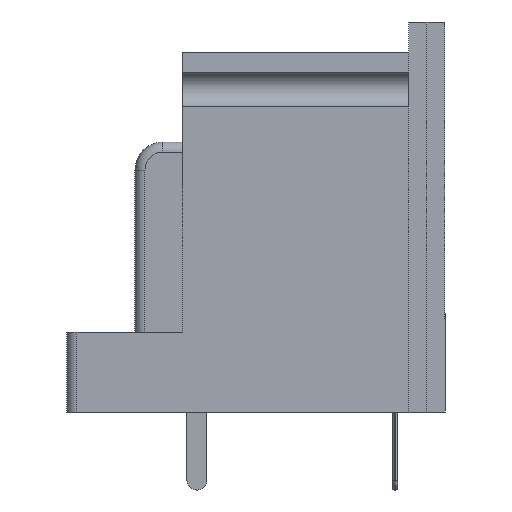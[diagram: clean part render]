
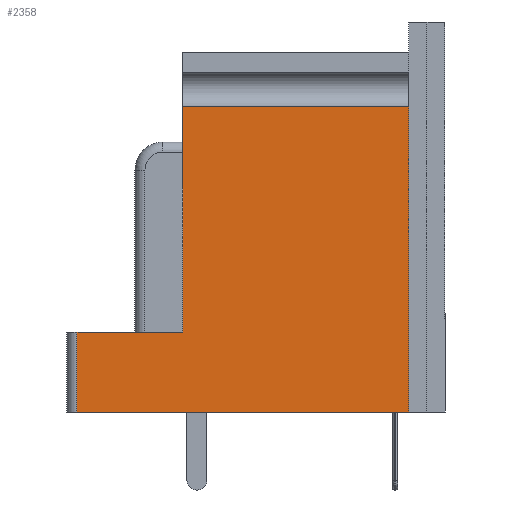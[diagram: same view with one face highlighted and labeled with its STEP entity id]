
A CAD part, left-side view. The second image highlights one B-rep face of the part: STEP entity #2358.
In plain terms, the highlighted planar face has unit normal (-1, 0, 0).
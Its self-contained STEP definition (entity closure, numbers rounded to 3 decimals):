
#44 = PLANE('',#45);
#45 = AXIS2_PLACEMENT_3D('',#46,#47,#48);
#46 = CARTESIAN_POINT('',(9.,13.1,8.));
#47 = DIRECTION('',(0.,1.,0.));
#48 = DIRECTION('',(-1.,0.,0.));
#152 = PLANE('',#153);
#153 = AXIS2_PLACEMENT_3D('',#154,#155,#156);
#154 = CARTESIAN_POINT('',(0.,16.,-6.));
#155 = DIRECTION('',(0.,0.,-1.));
#156 = DIRECTION('',(0.,-1.,0.));
#169 = VERTEX_POINT('',#170);
#170 = CARTESIAN_POINT('',(-9.,13.1,-6.));
#191 = EDGE_CURVE('',#192,#169,#194,.T.);
#192 = VERTEX_POINT('',#193);
#193 = CARTESIAN_POINT('',(-9.,13.1,5.25));
#194 = SURFACE_CURVE('',#195,(#199,#206),.PCURVE_S1.);
#195 = LINE('',#196,#197);
#196 = CARTESIAN_POINT('',(-9.,13.1,8.));
#197 = VECTOR('',#198,1.);
#198 = DIRECTION('',(0.,0.,-1.));
#199 = PCURVE('',#44,#200);
#200 = DEFINITIONAL_REPRESENTATION('',(#201),#205);
#201 = LINE('',#202,#203);
#202 = CARTESIAN_POINT('',(18.,0.));
#203 = VECTOR('',#204,1.);
#204 = DIRECTION('',(0.,-1.));
#205 = ( GEOMETRIC_REPRESENTATION_CONTEXT(2) 
PARAMETRIC_REPRESENTATION_CONTEXT() REPRESENTATION_CONTEXT('2D SPACE',''
  ) );
#206 = PCURVE('',#207,#212);
#207 = PLANE('',#208);
#208 = AXIS2_PLACEMENT_3D('',#209,#210,#211);
#209 = CARTESIAN_POINT('',(-9.,1.8,8.));
#210 = DIRECTION('',(-1.,0.,0.));
#211 = DIRECTION('',(0.,0.,-1.));
#212 = DEFINITIONAL_REPRESENTATION('',(#213),#217);
#213 = LINE('',#214,#215);
#214 = CARTESIAN_POINT('',(0.,-11.3));
#215 = VECTOR('',#216,1.);
#216 = DIRECTION('',(1.,0.));
#217 = ( GEOMETRIC_REPRESENTATION_CONTEXT(2) 
PARAMETRIC_REPRESENTATION_CONTEXT() REPRESENTATION_CONTEXT('2D SPACE',''
  ) );
#235 = PLANE('',#236);
#236 = AXIS2_PLACEMENT_3D('',#237,#238,#239);
#237 = CARTESIAN_POINT('',(-9.,13.1,5.25));
#238 = DIRECTION('',(0.,0.,1.));
#239 = DIRECTION('',(1.,0.,0.));
#1182 = EDGE_CURVE('',#169,#1183,#1185,.T.);
#1183 = VERTEX_POINT('',#1184);
#1184 = CARTESIAN_POINT('',(-9.,18.4,-6.));
#1185 = SURFACE_CURVE('',#1186,(#1190,#1197),.PCURVE_S1.);
#1186 = LINE('',#1187,#1188);
#1187 = CARTESIAN_POINT('',(-9.,13.1,-6.));
#1188 = VECTOR('',#1189,1.);
#1189 = DIRECTION('',(0.,1.,0.));
#1190 = PCURVE('',#152,#1191);
#1191 = DEFINITIONAL_REPRESENTATION('',(#1192),#1196);
#1192 = LINE('',#1193,#1194);
#1193 = CARTESIAN_POINT('',(2.9,9.));
#1194 = VECTOR('',#1195,1.);
#1195 = DIRECTION('',(-1.,0.));
#1196 = ( GEOMETRIC_REPRESENTATION_CONTEXT(2) 
PARAMETRIC_REPRESENTATION_CONTEXT() REPRESENTATION_CONTEXT('2D SPACE',''
  ) );
#1197 = PCURVE('',#207,#1198);
#1198 = DEFINITIONAL_REPRESENTATION('',(#1199),#1203);
#1199 = LINE('',#1200,#1201);
#1200 = CARTESIAN_POINT('',(14.,-11.3));
#1201 = VECTOR('',#1202,1.);
#1202 = DIRECTION('',(0.,-1.));
#1203 = ( GEOMETRIC_REPRESENTATION_CONTEXT(2) 
PARAMETRIC_REPRESENTATION_CONTEXT() REPRESENTATION_CONTEXT('2D SPACE',''
  ) );
#1222 = CYLINDRICAL_SURFACE('',#1223,0.5);
#1223 = AXIS2_PLACEMENT_3D('',#1224,#1225,#1226);
#1224 = CARTESIAN_POINT('',(-8.5,18.4,-6.));
#1225 = DIRECTION('',(0.,0.,-1.));
#1226 = DIRECTION('',(-1.,0.,0.));
#2358 = ADVANCED_FACE('',(#2359),#207,.T.);
#2359 = FACE_BOUND('',#2360,.T.);
#2360 = EDGE_LOOP('',(#2361,#2391,#2419,#2440,#2441,#2442));
#2361 = ORIENTED_EDGE('',*,*,#2362,.F.);
#2362 = EDGE_CURVE('',#2363,#2365,#2367,.T.);
#2363 = VERTEX_POINT('',#2364);
#2364 = CARTESIAN_POINT('',(-9.,1.8,-10.));
#2365 = VERTEX_POINT('',#2366);
#2366 = CARTESIAN_POINT('',(-9.,18.4,-10.));
#2367 = SURFACE_CURVE('',#2368,(#2372,#2379),.PCURVE_S1.);
#2368 = LINE('',#2369,#2370);
#2369 = CARTESIAN_POINT('',(-9.,1.8,-10.));
#2370 = VECTOR('',#2371,1.);
#2371 = DIRECTION('',(0.,1.,0.));
#2372 = PCURVE('',#207,#2373);
#2373 = DEFINITIONAL_REPRESENTATION('',(#2374),#2378);
#2374 = LINE('',#2375,#2376);
#2375 = CARTESIAN_POINT('',(18.,0.));
#2376 = VECTOR('',#2377,1.);
#2377 = DIRECTION('',(0.,-1.));
#2378 = ( GEOMETRIC_REPRESENTATION_CONTEXT(2) 
PARAMETRIC_REPRESENTATION_CONTEXT() REPRESENTATION_CONTEXT('2D SPACE',''
  ) );
#2379 = PCURVE('',#2380,#2385);
#2380 = PLANE('',#2381);
#2381 = AXIS2_PLACEMENT_3D('',#2382,#2383,#2384);
#2382 = CARTESIAN_POINT('',(-9.,1.8,-10.));
#2383 = DIRECTION('',(0.,0.,-1.));
#2384 = DIRECTION('',(1.,0.,0.));
#2385 = DEFINITIONAL_REPRESENTATION('',(#2386),#2390);
#2386 = LINE('',#2387,#2388);
#2387 = CARTESIAN_POINT('',(0.,0.));
#2388 = VECTOR('',#2389,1.);
#2389 = DIRECTION('',(0.,-1.));
#2390 = ( GEOMETRIC_REPRESENTATION_CONTEXT(2) 
PARAMETRIC_REPRESENTATION_CONTEXT() REPRESENTATION_CONTEXT('2D SPACE',''
  ) );
#2391 = ORIENTED_EDGE('',*,*,#2392,.T.);
#2392 = EDGE_CURVE('',#2363,#2393,#2395,.T.);
#2393 = VERTEX_POINT('',#2394);
#2394 = CARTESIAN_POINT('',(-9.,1.8,5.25));
#2395 = SURFACE_CURVE('',#2396,(#2400,#2407),.PCURVE_S1.);
#2396 = LINE('',#2397,#2398);
#2397 = CARTESIAN_POINT('',(-9.,1.8,-10.));
#2398 = VECTOR('',#2399,1.);
#2399 = DIRECTION('',(0.,0.,1.));
#2400 = PCURVE('',#207,#2401);
#2401 = DEFINITIONAL_REPRESENTATION('',(#2402),#2406);
#2402 = LINE('',#2403,#2404);
#2403 = CARTESIAN_POINT('',(18.,0.));
#2404 = VECTOR('',#2405,1.);
#2405 = DIRECTION('',(-1.,0.));
#2406 = ( GEOMETRIC_REPRESENTATION_CONTEXT(2) 
PARAMETRIC_REPRESENTATION_CONTEXT() REPRESENTATION_CONTEXT('2D SPACE',''
  ) );
#2407 = PCURVE('',#2408,#2413);
#2408 = PLANE('',#2409);
#2409 = AXIS2_PLACEMENT_3D('',#2410,#2411,#2412);
#2410 = CARTESIAN_POINT('',(-9.,1.35,-0.25));
#2411 = DIRECTION('',(1.,0.,0.));
#2412 = DIRECTION('',(0.,0.,1.));
#2413 = DEFINITIONAL_REPRESENTATION('',(#2414),#2418);
#2414 = LINE('',#2415,#2416);
#2415 = CARTESIAN_POINT('',(-9.75,-0.45));
#2416 = VECTOR('',#2417,1.);
#2417 = DIRECTION('',(1.,0.));
#2418 = ( GEOMETRIC_REPRESENTATION_CONTEXT(2) 
PARAMETRIC_REPRESENTATION_CONTEXT() REPRESENTATION_CONTEXT('2D SPACE',''
  ) );
#2419 = ORIENTED_EDGE('',*,*,#2420,.F.);
#2420 = EDGE_CURVE('',#192,#2393,#2421,.T.);
#2421 = SURFACE_CURVE('',#2422,(#2426,#2433),.PCURVE_S1.);
#2422 = LINE('',#2423,#2424);
#2423 = CARTESIAN_POINT('',(-9.,13.1,5.25));
#2424 = VECTOR('',#2425,1.);
#2425 = DIRECTION('',(0.,-1.,0.));
#2426 = PCURVE('',#207,#2427);
#2427 = DEFINITIONAL_REPRESENTATION('',(#2428),#2432);
#2428 = LINE('',#2429,#2430);
#2429 = CARTESIAN_POINT('',(2.75,-11.3));
#2430 = VECTOR('',#2431,1.);
#2431 = DIRECTION('',(0.,1.));
#2432 = ( GEOMETRIC_REPRESENTATION_CONTEXT(2) 
PARAMETRIC_REPRESENTATION_CONTEXT() REPRESENTATION_CONTEXT('2D SPACE',''
  ) );
#2433 = PCURVE('',#235,#2434);
#2434 = DEFINITIONAL_REPRESENTATION('',(#2435),#2439);
#2435 = LINE('',#2436,#2437);
#2436 = CARTESIAN_POINT('',(0.,0.));
#2437 = VECTOR('',#2438,1.);
#2438 = DIRECTION('',(0.,-1.));
#2439 = ( GEOMETRIC_REPRESENTATION_CONTEXT(2) 
PARAMETRIC_REPRESENTATION_CONTEXT() REPRESENTATION_CONTEXT('2D SPACE',''
  ) );
#2440 = ORIENTED_EDGE('',*,*,#191,.T.);
#2441 = ORIENTED_EDGE('',*,*,#1182,.T.);
#2442 = ORIENTED_EDGE('',*,*,#2443,.T.);
#2443 = EDGE_CURVE('',#1183,#2365,#2444,.T.);
#2444 = SURFACE_CURVE('',#2445,(#2449,#2456),.PCURVE_S1.);
#2445 = LINE('',#2446,#2447);
#2446 = CARTESIAN_POINT('',(-9.,18.4,-6.));
#2447 = VECTOR('',#2448,1.);
#2448 = DIRECTION('',(0.,0.,-1.));
#2449 = PCURVE('',#207,#2450);
#2450 = DEFINITIONAL_REPRESENTATION('',(#2451),#2455);
#2451 = LINE('',#2452,#2453);
#2452 = CARTESIAN_POINT('',(14.,-16.6));
#2453 = VECTOR('',#2454,1.);
#2454 = DIRECTION('',(1.,0.));
#2455 = ( GEOMETRIC_REPRESENTATION_CONTEXT(2) 
PARAMETRIC_REPRESENTATION_CONTEXT() REPRESENTATION_CONTEXT('2D SPACE',''
  ) );
#2456 = PCURVE('',#1222,#2457);
#2457 = DEFINITIONAL_REPRESENTATION('',(#2458),#2461);
#2458 = B_SPLINE_CURVE_WITH_KNOTS('',1,(#2459,#2460),.UNSPECIFIED.,.F.,
  .F.,(2,2),(0.,4.),.PIECEWISE_BEZIER_KNOTS.);
#2459 = CARTESIAN_POINT('',(0.,0.));
#2460 = CARTESIAN_POINT('',(0.,4.));
#2461 = ( GEOMETRIC_REPRESENTATION_CONTEXT(2) 
PARAMETRIC_REPRESENTATION_CONTEXT() REPRESENTATION_CONTEXT('2D SPACE',''
  ) );
